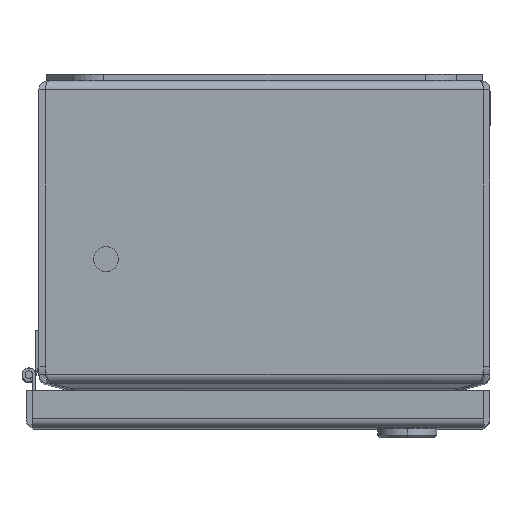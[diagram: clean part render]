
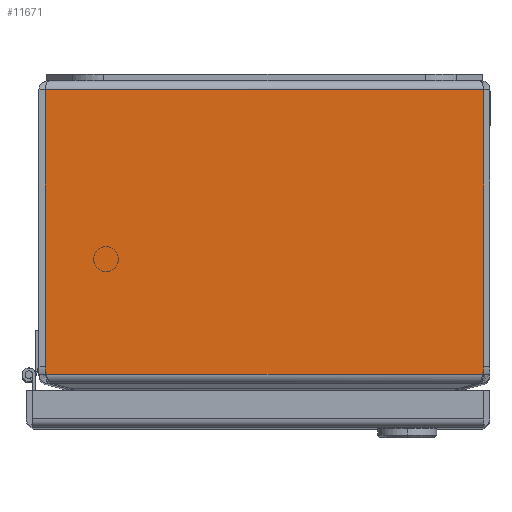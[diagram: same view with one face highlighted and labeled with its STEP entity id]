
A CAD part, top view. The second image highlights one B-rep face of the part: STEP entity #11671.
In plain terms, the highlighted planar face has unit normal (0, 0, 1).
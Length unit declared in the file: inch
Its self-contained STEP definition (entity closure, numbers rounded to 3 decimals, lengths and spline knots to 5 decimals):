
#195 = EDGE_CURVE ( 'NONE', #13273, #496, #20348, .T. ) ;
#377 = CARTESIAN_POINT ( 'NONE',  ( 20.33175, 0., 6. ) ) ;
#496 = VERTEX_POINT ( 'NONE', #14973 ) ;
#516 = DIRECTION ( 'NONE',  ( 0., 1., 0. ) ) ;
#889 = CARTESIAN_POINT ( 'NONE',  ( 2.89982, -3.90677, 6. ) ) ;
#2018 = VECTOR ( 'NONE', #3628, 39.37008 ) ;
#2121 = CARTESIAN_POINT ( 'NONE',  ( -2.91889, 0., 6. ) ) ;
#2618 = DIRECTION ( 'NONE',  ( 0., 0., -1. ) ) ;
#3221 = VECTOR ( 'NONE', #16437, 39.37008 ) ;
#3359 = DIRECTION ( 'NONE',  ( 0., -1., 0. ) ) ;
#3628 = DIRECTION ( 'NONE',  ( -1., 0., 0. ) ) ;
#4100 = FACE_OUTER_BOUND ( 'NONE', #4698, .T. ) ;
#4357 = DIRECTION ( 'NONE',  ( 0., 0., -1. ) ) ;
#4698 = EDGE_LOOP ( 'NONE', ( #14640, #10058, #24077, #10973, #20267, #14765 ) ) ;
#4758 = CARTESIAN_POINT ( 'NONE',  ( -2.91889, -0.1215, 6. ) ) ;
#4815 = CARTESIAN_POINT ( 'NONE',  ( 2.63789, -3.80503, 6. ) ) ;
#5260 = EDGE_CURVE ( 'NONE', #18434, #11354, #17391, .T. ) ;
#5713 = AXIS2_PLACEMENT_3D ( 'NONE', #23459, #4357, #21600 ) ;
#6280 = EDGE_CURVE ( 'NONE', #11354, #13273, #6999, .T. ) ;
#6366 = EDGE_CURVE ( 'NONE', #23089, #24514, #9212, .T. ) ;
#6431 = DIRECTION ( 'NONE',  ( 0., 1., 0. ) ) ;
#6458 = AXIS2_PLACEMENT_3D ( 'NONE', #377, #2618, #7817 ) ;
#6656 = CARTESIAN_POINT ( 'NONE',  ( -2.91889, -3.80503, 6. ) ) ;
#6999 = LINE ( 'NONE', #21760, #3221 ) ;
#7817 = DIRECTION ( 'NONE',  ( 0., 1., 0. ) ) ;
#8240 = EDGE_CURVE ( 'NONE', #496, #23089, #12509, .T. ) ;
#9212 = LINE ( 'NONE', #24359, #2018 ) ;
#10058 = ORIENTED_EDGE ( 'NONE', *, *, #195, .F. ) ;
#10973 = ORIENTED_EDGE ( 'NONE', *, *, #5260, .F. ) ;
#11354 = VERTEX_POINT ( 'NONE', #4758 ) ;
#11671 = ADVANCED_FACE ( 'NONE', ( #4100 ), #11801, .F. ) ;
#11801 = PLANE ( 'NONE',  #6458 ) ;
#12509 = CIRCLE ( 'NONE', #20815, 0.281 ) ;
#12749 = EDGE_CURVE ( 'NONE', #24514, #18434, #18779, .T. ) ;
#13250 = VECTOR ( 'NONE', #3359, 39.37008 ) ;
#13273 = VERTEX_POINT ( 'NONE', #18216 ) ;
#14640 = ORIENTED_EDGE ( 'NONE', *, *, #8240, .F. ) ;
#14765 = ORIENTED_EDGE ( 'NONE', *, *, #6366, .F. ) ;
#14781 = CARTESIAN_POINT ( 'NONE',  ( -2.89982, -3.90677, 6. ) ) ;
#14973 = CARTESIAN_POINT ( 'NONE',  ( 2.91889, -3.80503, 6. ) ) ;
#16437 = DIRECTION ( 'NONE',  ( 1., 0., 0. ) ) ;
#17391 = LINE ( 'NONE', #2121, #19501 ) ;
#18216 = CARTESIAN_POINT ( 'NONE',  ( 2.91889, -0.1215, 6. ) ) ;
#18434 = VERTEX_POINT ( 'NONE', #6656 ) ;
#18779 = CIRCLE ( 'NONE', #5713, 0.281 ) ;
#19501 = VECTOR ( 'NONE', #516, 39.37008 ) ;
#20267 = ORIENTED_EDGE ( 'NONE', *, *, #12749, .F. ) ;
#20348 = LINE ( 'NONE', #22690, #13250 ) ;
#20815 = AXIS2_PLACEMENT_3D ( 'NONE', #4815, #23428, #6431 ) ;
#21600 = DIRECTION ( 'NONE',  ( 0., 1., 0. ) ) ;
#21760 = CARTESIAN_POINT ( 'NONE',  ( -2.8785, -0.1215, 6. ) ) ;
#22690 = CARTESIAN_POINT ( 'NONE',  ( 2.91889, 0., 6. ) ) ;
#23089 = VERTEX_POINT ( 'NONE', #889 ) ;
#23428 = DIRECTION ( 'NONE',  ( 0., 0., -1. ) ) ;
#23459 = CARTESIAN_POINT ( 'NONE',  ( -2.63789, -3.80503, 6. ) ) ;
#24077 = ORIENTED_EDGE ( 'NONE', *, *, #6280, .F. ) ;
#24359 = CARTESIAN_POINT ( 'NONE',  ( 20.33175, -3.90677, 6. ) ) ;
#24514 = VERTEX_POINT ( 'NONE', #14781 ) ;
